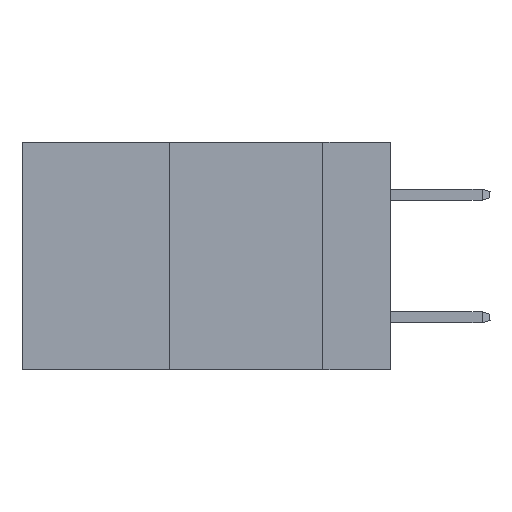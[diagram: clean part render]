
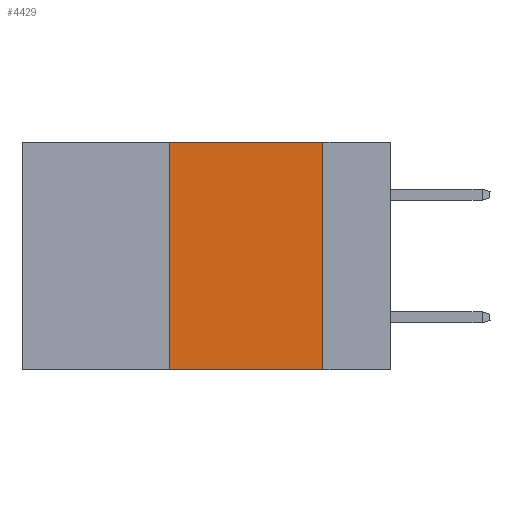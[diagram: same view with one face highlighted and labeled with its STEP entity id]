
A CAD part, left-side view. The second image highlights one B-rep face of the part: STEP entity #4429.
In plain terms, the highlighted planar face has unit normal (-1, 0, 0).
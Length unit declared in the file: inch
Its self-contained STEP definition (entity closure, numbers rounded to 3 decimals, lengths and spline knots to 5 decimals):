
#665 = EDGE_CURVE ( 'NONE', #6589, #5923, #7165, .T. ) ;
#683 = DIRECTION ( 'NONE',  ( 0., 0., -1. ) ) ;
#783 = CARTESIAN_POINT ( 'NONE',  ( 0., 0.6, 0. ) ) ;
#876 = EDGE_CURVE ( 'NONE', #10876, #5923, #8325, .T. ) ;
#917 = DIRECTION ( 'NONE',  ( 1., 0., 0. ) ) ;
#938 = ORIENTED_EDGE ( 'NONE', *, *, #3623, .F. ) ;
#1125 = CARTESIAN_POINT ( 'NONE',  ( 0., 0.6, 0. ) ) ;
#1633 = DIRECTION ( 'NONE',  ( 0., 0., 1. ) ) ;
#2558 = ORIENTED_EDGE ( 'NONE', *, *, #4807, .F. ) ;
#2653 = FACE_OUTER_BOUND ( 'NONE', #3150, .T. ) ;
#3150 = EDGE_LOOP ( 'NONE', ( #9790, #2558, #938, #6518 ) ) ;
#3571 = VECTOR ( 'NONE', #5748, 39.37008 ) ;
#3623 = EDGE_CURVE ( 'NONE', #6589, #6014, #6378, .T. ) ;
#4097 = LINE ( 'NONE', #1125, #4909 ) ;
#4429 = ADVANCED_FACE ( 'NONE', ( #2653 ), #6734, .F. ) ;
#4807 = EDGE_CURVE ( 'NONE', #6014, #10876, #4097, .T. ) ;
#4909 = VECTOR ( 'NONE', #7923, 39.37008 ) ;
#5598 = CARTESIAN_POINT ( 'NONE',  ( 0., 0.11, -0.37 ) ) ;
#5676 = CARTESIAN_POINT ( 'NONE',  ( 0., 0.11, 0. ) ) ;
#5748 = DIRECTION ( 'NONE',  ( 0., -1., 0. ) ) ;
#5923 = VERTEX_POINT ( 'NONE', #5598 ) ;
#6014 = VERTEX_POINT ( 'NONE', #10770 ) ;
#6378 = LINE ( 'NONE', #8389, #10347 ) ;
#6518 = ORIENTED_EDGE ( 'NONE', *, *, #665, .T. ) ;
#6589 = VERTEX_POINT ( 'NONE', #7242 ) ;
#6734 = PLANE ( 'NONE',  #8220 ) ;
#6844 = DIRECTION ( 'NONE',  ( 0., 0., -1. ) ) ;
#7165 = LINE ( 'NONE', #9158, #3571 ) ;
#7242 = CARTESIAN_POINT ( 'NONE',  ( 0., 0.36, -0.37 ) ) ;
#7923 = DIRECTION ( 'NONE',  ( 0., -1., 0. ) ) ;
#8115 = CARTESIAN_POINT ( 'NONE',  ( 0., 0.11, 0. ) ) ;
#8220 = AXIS2_PLACEMENT_3D ( 'NONE', #783, #917, #6844 ) ;
#8325 = LINE ( 'NONE', #5676, #9379 ) ;
#8389 = CARTESIAN_POINT ( 'NONE',  ( 0., 0.36, 0. ) ) ;
#9158 = CARTESIAN_POINT ( 'NONE',  ( 0., 0.6, -0.37 ) ) ;
#9379 = VECTOR ( 'NONE', #683, 39.37008 ) ;
#9790 = ORIENTED_EDGE ( 'NONE', *, *, #876, .F. ) ;
#10347 = VECTOR ( 'NONE', #1633, 39.37008 ) ;
#10770 = CARTESIAN_POINT ( 'NONE',  ( 0., 0.36, 0. ) ) ;
#10876 = VERTEX_POINT ( 'NONE', #8115 ) ;
